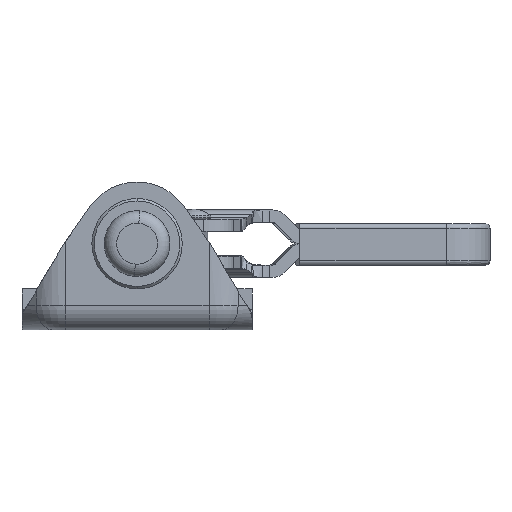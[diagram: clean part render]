
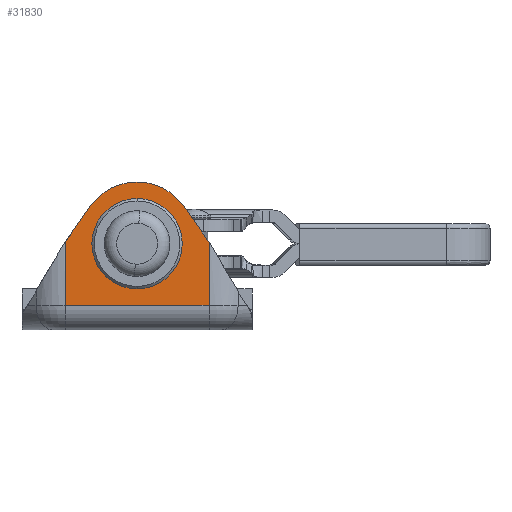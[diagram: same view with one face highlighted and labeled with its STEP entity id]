
A CAD part, left-side view. The second image highlights one B-rep face of the part: STEP entity #31830.
In plain terms, the highlighted planar face has unit normal (-1, 0, 0).
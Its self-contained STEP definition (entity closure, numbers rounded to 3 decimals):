
#44 = CARTESIAN_POINT ( 'NONE',  ( -12.704, 10.475, 2. ) ) ;
#695 = ORIENTED_EDGE ( 'NONE', *, *, #28773, .F. ) ;
#1227 = ORIENTED_EDGE ( 'NONE', *, *, #15106, .T. ) ;
#1454 = VERTEX_POINT ( 'NONE', #18772 ) ;
#1961 = DIRECTION ( 'NONE',  ( 0., -1., 0. ) ) ;
#2082 = DIRECTION ( 'NONE',  ( 0., 0.574, -0.819 ) ) ;
#2943 = EDGE_LOOP ( 'NONE', ( #3259, #29931 ) ) ;
#3225 = AXIS2_PLACEMENT_3D ( 'NONE', #23595, #8357, #26159 ) ;
#3259 = ORIENTED_EDGE ( 'NONE', *, *, #9769, .F. ) ;
#3431 = LINE ( 'NONE', #11349, #16200 ) ;
#3473 = VERTEX_POINT ( 'NONE', #28339 ) ;
#3808 = VERTEX_POINT ( 'NONE', #31874 ) ;
#4280 = ORIENTED_EDGE ( 'NONE', *, *, #11030, .T. ) ;
#4460 = CARTESIAN_POINT ( 'NONE',  ( -12.704, 1.717, 11. ) ) ;
#4671 = EDGE_CURVE ( 'NONE', #17332, #1454, #25634, .T. ) ;
#5190 = CARTESIAN_POINT ( 'NONE',  ( -12.704, 10.475, 10.686 ) ) ;
#5403 = VERTEX_POINT ( 'NONE', #5190 ) ;
#5487 = CARTESIAN_POINT ( 'NONE',  ( -12.704, -7.04, 3. ) ) ;
#6125 = DIRECTION ( 'NONE',  ( 1., 0., 0. ) ) ;
#6746 = EDGE_CURVE ( 'NONE', #1454, #3808, #25700, .T. ) ;
#6771 = LINE ( 'NONE', #17394, #32845 ) ;
#7022 = DIRECTION ( 'NONE',  ( 0., 0., 1. ) ) ;
#7078 = VECTOR ( 'NONE', #1961, 1000. ) ;
#7839 = DIRECTION ( 'NONE',  ( 0., 0., -1. ) ) ;
#8357 = DIRECTION ( 'NONE',  ( -1., 0., 0. ) ) ;
#8792 = DIRECTION ( 'NONE',  ( 0., 0., -1. ) ) ;
#9769 = EDGE_CURVE ( 'NONE', #30951, #22009, #23137, .T. ) ;
#10349 = AXIS2_PLACEMENT_3D ( 'NONE', #4460, #22231, #7022 ) ;
#10460 = CARTESIAN_POINT ( 'NONE',  ( -12.704, 1.717, 18. ) ) ;
#11030 = EDGE_CURVE ( 'NONE', #3473, #5403, #6771, .T. ) ;
#11349 = CARTESIAN_POINT ( 'NONE',  ( -12.704, 10.475, 2. ) ) ;
#12053 = DIRECTION ( 'NONE',  ( -1., 0., 0. ) ) ;
#12138 = VECTOR ( 'NONE', #14465, 1000. ) ;
#13760 = CARTESIAN_POINT ( 'NONE',  ( -12.704, 1.717, 6.65 ) ) ;
#13795 = CARTESIAN_POINT ( 'NONE',  ( -12.704, 10.475, 3. ) ) ;
#13982 = AXIS2_PLACEMENT_3D ( 'NONE', #44, #23069, #7839 ) ;
#14465 = DIRECTION ( 'NONE',  ( 0., 0.574, 0.819 ) ) ;
#14620 = EDGE_CURVE ( 'NONE', #28600, #17332, #27355, .T. ) ;
#14652 = ORIENTED_EDGE ( 'NONE', *, *, #4671, .T. ) ;
#15106 = EDGE_CURVE ( 'NONE', #5403, #28600, #3431, .T. ) ;
#15317 = PLANE ( 'NONE',  #13982 ) ;
#15384 = ORIENTED_EDGE ( 'NONE', *, *, #6746, .T. ) ;
#16198 = FACE_BOUND ( 'NONE', #2943, .T. ) ;
#16200 = VECTOR ( 'NONE', #8792, 1000. ) ;
#16252 = AXIS2_PLACEMENT_3D ( 'NONE', #27280, #12053, #29741 ) ;
#17332 = VERTEX_POINT ( 'NONE', #5487 ) ;
#17394 = CARTESIAN_POINT ( 'NONE',  ( -12.704, 10.605, 10.5 ) ) ;
#17662 = EDGE_LOOP ( 'NONE', ( #1227, #25765, #14652, #15384, #695, #31219, #4280 ) ) ;
#18613 = CARTESIAN_POINT ( 'NONE',  ( -12.704, -7.04, 2. ) ) ;
#18693 = CIRCLE ( 'NONE', #3225, 3.85 ) ;
#18772 = CARTESIAN_POINT ( 'NONE',  ( -12.704, -7.04, 10.686 ) ) ;
#19298 = EDGE_CURVE ( 'NONE', #3473, #24349, #23535, .T. ) ;
#19602 = VECTOR ( 'NONE', #26300, 1000. ) ;
#20997 = CIRCLE ( 'NONE', #10349, 7. ) ;
#21340 = CARTESIAN_POINT ( 'NONE',  ( -12.704, 1.717, 11. ) ) ;
#22009 = VERTEX_POINT ( 'NONE', #13760 ) ;
#22142 = FACE_OUTER_BOUND ( 'NONE', #17662, .T. ) ;
#22231 = DIRECTION ( 'NONE',  ( 1., 0., 0. ) ) ;
#23069 = DIRECTION ( 'NONE',  ( 1., 0., 0. ) ) ;
#23137 = CIRCLE ( 'NONE', #16252, 3.85 ) ;
#23535 = CIRCLE ( 'NONE', #27422, 7. ) ;
#23595 = CARTESIAN_POINT ( 'NONE',  ( -12.704, 1.717, 10.5 ) ) ;
#23951 = DIRECTION ( 'NONE',  ( 0., 0., 1. ) ) ;
#24349 = VERTEX_POINT ( 'NONE', #10460 ) ;
#24590 = CARTESIAN_POINT ( 'NONE',  ( -12.704, -7.17, 10.5 ) ) ;
#24989 = CARTESIAN_POINT ( 'NONE',  ( -12.704, 10.475, 3. ) ) ;
#25634 = LINE ( 'NONE', #18613, #19602 ) ;
#25700 = LINE ( 'NONE', #24590, #12138 ) ;
#25765 = ORIENTED_EDGE ( 'NONE', *, *, #14620, .T. ) ;
#26159 = DIRECTION ( 'NONE',  ( 0., 0., 1. ) ) ;
#26300 = DIRECTION ( 'NONE',  ( 0., 0., 1. ) ) ;
#26348 = CARTESIAN_POINT ( 'NONE',  ( -12.704, 1.717, 14.35 ) ) ;
#26796 = EDGE_CURVE ( 'NONE', #22009, #30951, #18693, .T. ) ;
#27280 = CARTESIAN_POINT ( 'NONE',  ( -12.704, 1.717, 10.5 ) ) ;
#27355 = LINE ( 'NONE', #24989, #7078 ) ;
#27422 = AXIS2_PLACEMENT_3D ( 'NONE', #21340, #6125, #23951 ) ;
#28339 = CARTESIAN_POINT ( 'NONE',  ( -12.704, 7.275, 15.256 ) ) ;
#28600 = VERTEX_POINT ( 'NONE', #13795 ) ;
#28773 = EDGE_CURVE ( 'NONE', #24349, #3808, #20997, .T. ) ;
#29741 = DIRECTION ( 'NONE',  ( 0., 0., 1. ) ) ;
#29931 = ORIENTED_EDGE ( 'NONE', *, *, #26796, .F. ) ;
#30951 = VERTEX_POINT ( 'NONE', #26348 ) ;
#31219 = ORIENTED_EDGE ( 'NONE', *, *, #19298, .F. ) ;
#31830 = ADVANCED_FACE ( 'NONE', ( #16198, #22142 ), #15317, .F. ) ;
#31874 = CARTESIAN_POINT ( 'NONE',  ( -12.704, -3.84, 15.256 ) ) ;
#32845 = VECTOR ( 'NONE', #2082, 1000. ) ;
